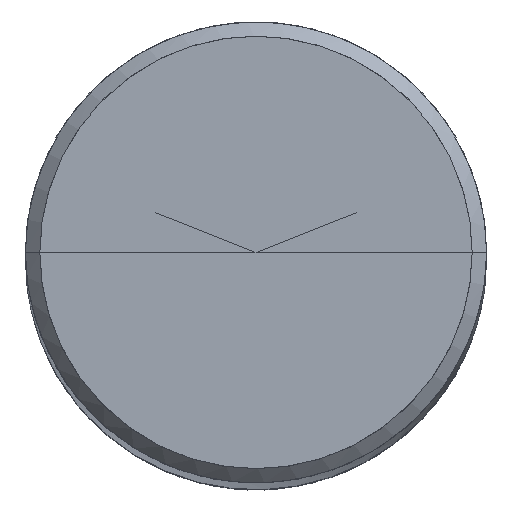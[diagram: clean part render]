
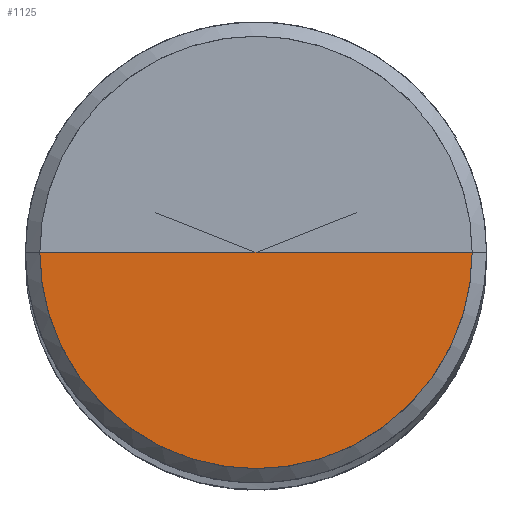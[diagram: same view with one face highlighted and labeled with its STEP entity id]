
A CAD part, top view. The second image highlights one B-rep face of the part: STEP entity #1125.
In plain terms, the highlighted free-form (B-spline) face has degree [1, 2] with [2, 5] control points.
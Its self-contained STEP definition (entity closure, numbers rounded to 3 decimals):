
#812=CARTESIAN_POINT('',(7.5,0.0,124.0));
#816=CARTESIAN_POINT('',(-7.5,0.0,124.0));
#817=CARTESIAN_POINT('',(0.0,0.0,124.0));
#824=CARTESIAN_POINT('',(-7.5,-7.5,124.0));
#825=CARTESIAN_POINT('',(0.0,-7.5,124.0));
#826=CARTESIAN_POINT('',(7.5,-7.5,124.0));
#1110=(
BOUNDED_SURFACE()
B_SPLINE_SURFACE(1,2,(
(#816,#824,#825,#826,#812),
(#817,#817,#817,#817,#817)
), .UNSPECIFIED.,.F.,.F.,.F.)
B_SPLINE_SURFACE_WITH_KNOTS((2,2),(3,2,3),(
0.0,1.0),(
0.0,0.5,1.0), .UNSPECIFIED.)
GEOMETRIC_REPRESENTATION_ITEM()
RATIONAL_B_SPLINE_SURFACE(((1.0,0.707,1.0,0.707,1.0),
(1.0,0.707,1.0,0.707,1.0)
))
REPRESENTATION_ITEM('')
SURFACE()
);
#1111=(
BOUNDED_CURVE()
B_SPLINE_CURVE(2,(#812,#826,#825,#824,#816),.UNSPECIFIED.,.F.,.F.)
B_SPLINE_CURVE_WITH_KNOTS((3,2,3),
(0.0,0.5,1.0),.UNSPECIFIED.)
CURVE()
GEOMETRIC_REPRESENTATION_ITEM()
RATIONAL_B_SPLINE_CURVE((1.0,0.707,1.0,0.707,1.0))
REPRESENTATION_ITEM('')
);
#1112=(
BOUNDED_CURVE()
B_SPLINE_CURVE(1,(#816,#817),.UNSPECIFIED.,.F.,.F.)
B_SPLINE_CURVE_WITH_KNOTS((2,2),
(0.0,1.0),.UNSPECIFIED.)
CURVE()
GEOMETRIC_REPRESENTATION_ITEM()
RATIONAL_B_SPLINE_CURVE((1.0,1.0))
REPRESENTATION_ITEM('')
);
#1113=(
BOUNDED_CURVE()
B_SPLINE_CURVE(1,(#817,#812),.UNSPECIFIED.,.F.,.F.)
B_SPLINE_CURVE_WITH_KNOTS((2,2),
(0.0,1.0),.UNSPECIFIED.)
CURVE()
GEOMETRIC_REPRESENTATION_ITEM()
RATIONAL_B_SPLINE_CURVE((1.0,1.0))
REPRESENTATION_ITEM('')
);
#1114=VERTEX_POINT('',#812);
#1115=VERTEX_POINT('',#816);
#1116=VERTEX_POINT('',#817);
#1117=EDGE_CURVE('',#1114,#1115,#1111,.T.);
#1118=EDGE_CURVE('',#1115,#1116,#1112,.T.);
#1119=EDGE_CURVE('',#1116,#1114,#1113,.T.);
#1120=ORIENTED_EDGE('',*,*,#1117,.T.);
#1121=ORIENTED_EDGE('',*,*,#1118,.T.);
#1122=ORIENTED_EDGE('',*,*,#1119,.T.);
#1123=EDGE_LOOP('',(#1120,#1121,#1122));
#1124=FACE_OUTER_BOUND('',#1123,.T.);
#1125=ADVANCED_FACE('',(#1124),#1110,.T.);
